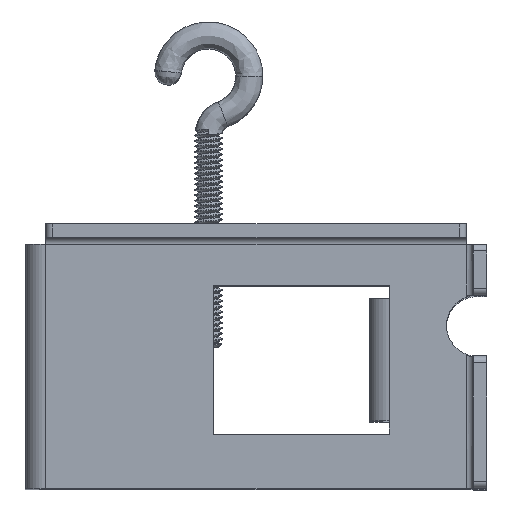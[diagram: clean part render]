
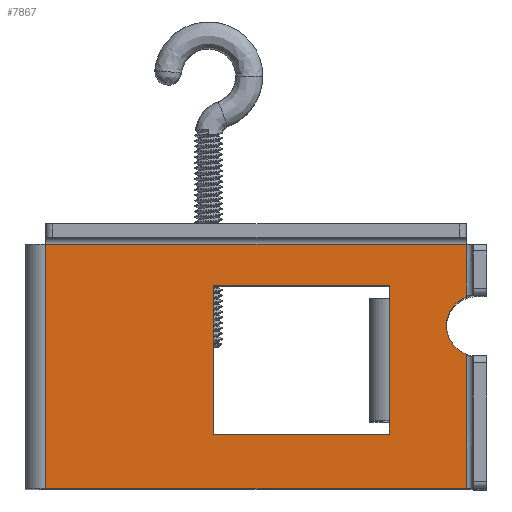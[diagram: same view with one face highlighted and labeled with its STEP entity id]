
A CAD part, top view. The second image highlights one B-rep face of the part: STEP entity #7867.
In plain terms, the highlighted face is planar.
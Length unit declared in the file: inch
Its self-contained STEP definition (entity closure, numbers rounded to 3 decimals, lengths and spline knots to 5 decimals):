
#2 = AXIS2_PLACEMENT_3D ( 'NONE', #12870, #12872, #12873 ) ;
#73 = CARTESIAN_POINT ( 'NONE',  ( 0., 7.3225, 0. ) ) ;
#75 = CARTESIAN_POINT ( 'NONE',  ( 3.1675, 7.3225, -0.625 ) ) ;
#90 = CARTESIAN_POINT ( 'NONE',  ( 3.875, 7.3225, 0. ) ) ;
#121 = CARTESIAN_POINT ( 'NONE',  ( 3.875, 7.3225, -1.23752 ) ) ;
#157 = VERTEX_POINT ( 'NONE', #749 ) ;
#174 = VERTEX_POINT ( 'NONE', #800 ) ;
#402 = VERTEX_POINT ( 'NONE', #593 ) ;
#418 = VERTEX_POINT ( 'NONE', #627 ) ;
#455 = VERTEX_POINT ( 'NONE', #646 ) ;
#462 = VERTEX_POINT ( 'NONE', #639 ) ;
#464 = VERTEX_POINT ( 'NONE', #676 ) ;
#466 = VERTEX_POINT ( 'NONE', #637 ) ;
#497 = VERTEX_POINT ( 'NONE', #75 ) ;
#565 = VERTEX_POINT ( 'NONE', #121 ) ;
#580 = VERTEX_POINT ( 'NONE', #73 ) ;
#581 = VERTEX_POINT ( 'NONE', #90 ) ;
#593 = CARTESIAN_POINT ( 'NONE',  ( 3.1675, 7.3225, -0.5 ) ) ;
#627 = CARTESIAN_POINT ( 'NONE',  ( 1.5425, 7.3225, -1.875 ) ) ;
#637 = CARTESIAN_POINT ( 'NONE',  ( 3.1675, 7.3225, -1.75 ) ) ;
#639 = CARTESIAN_POINT ( 'NONE',  ( 0., 7.3225, -2.25 ) ) ;
#646 = CARTESIAN_POINT ( 'NONE',  ( 1.5425, 7.3225, -0.5 ) ) ;
#676 = CARTESIAN_POINT ( 'NONE',  ( 3.875, 7.3225, -2.25 ) ) ;
#749 = CARTESIAN_POINT ( 'NONE',  ( 3.1675, 7.3225, -1.875 ) ) ;
#800 = CARTESIAN_POINT ( 'NONE',  ( 3.875, 7.3225, -1.76248 ) ) ;
#2882 = CARTESIAN_POINT ( 'NONE',  ( 0., 7.3225, -2.25 ) ) ;
#2883 = DIRECTION ( 'NONE',  ( 0., 0., -1. ) ) ;
#2978 = LINE ( 'NONE', #2882, #2979 ) ;
#2979 = VECTOR ( 'NONE', #2883, 39.37008 ) ;
#3059 = LINE ( 'NONE', #14425, #3060 ) ;
#3060 = VECTOR ( 'NONE', #14426, 39.37008 ) ;
#3061 = LINE ( 'NONE', #14427, #3062 ) ;
#3062 = VECTOR ( 'NONE', #14428, 39.37008 ) ;
#4921 = FACE_BOUND ( 'NONE', #5707, .T. ) ;
#4924 = FACE_OUTER_BOUND ( 'NONE', #5699, .T. ) ;
#5277 = AXIS2_PLACEMENT_3D ( 'NONE', #11776, #11778, #11779 ) ;
#5486 = ORIENTED_EDGE ( 'NONE', *, *, #9058, .T. ) ;
#5529 = ORIENTED_EDGE ( 'NONE', *, *, #7336, .T. ) ;
#5531 = ORIENTED_EDGE ( 'NONE', *, *, #7425, .T. ) ;
#5532 = ORIENTED_EDGE ( 'NONE', *, *, #7527, .T. ) ;
#5535 = ORIENTED_EDGE ( 'NONE', *, *, #7371, .T. ) ;
#5536 = ORIENTED_EDGE ( 'NONE', *, *, #8557, .T. ) ;
#5538 = ORIENTED_EDGE ( 'NONE', *, *, #9059, .T. ) ;
#5540 = ORIENTED_EDGE ( 'NONE', *, *, #9009, .F. ) ;
#5699 = EDGE_LOOP ( 'NONE', ( #5531, #5532, #5529, #5540, #5538, #5486 ) ) ;
#5707 = EDGE_LOOP ( 'NONE', ( #6431, #5535, #6418, #6417, #5536, #6427 ) ) ;
#5793 = CARTESIAN_POINT ( 'NONE',  ( 3.1675, 7.3225, 0. ) ) ;
#5794 = DIRECTION ( 'NONE',  ( 0., 0., 1. ) ) ;
#6246 = CARTESIAN_POINT ( 'NONE',  ( 3.875, 7.3225, 0. ) ) ;
#6247 = DIRECTION ( 'NONE',  ( 0., 0., -1. ) ) ;
#6417 = ORIENTED_EDGE ( 'NONE', *, *, #7345, .F. ) ;
#6418 = ORIENTED_EDGE ( 'NONE', *, *, #7434, .T. ) ;
#6427 = ORIENTED_EDGE ( 'NONE', *, *, #7379, .T. ) ;
#6431 = ORIENTED_EDGE ( 'NONE', *, *, #7414, .T. ) ;
#7336 = EDGE_CURVE ( 'NONE', #464, #462, #13476, .T. ) ;
#7345 = EDGE_CURVE ( 'NONE', #402, #497, #13487, .T. ) ;
#7371 = EDGE_CURVE ( 'NONE', #157, #466, #13500, .T. ) ;
#7379 = EDGE_CURVE ( 'NONE', #455, #418, #13515, .T. ) ;
#7414 = EDGE_CURVE ( 'NONE', #418, #157, #13566, .T. ) ;
#7425 = EDGE_CURVE ( 'NONE', #565, #174, #12924, .T. ) ;
#7434 = EDGE_CURVE ( 'NONE', #466, #497, #12927, .T. ) ;
#7527 = EDGE_CURVE ( 'NONE', #174, #464, #13021, .T. ) ;
#7867 = ADVANCED_FACE ( 'NONE', ( #4921, #4924 ), #11777, .F. ) ;
#7914 = CARTESIAN_POINT ( 'NONE',  ( 3.1675, 7.3225, -1.875 ) ) ;
#7918 = DIRECTION ( 'NONE',  ( 0., 0., -1. ) ) ;
#7960 = CARTESIAN_POINT ( 'NONE',  ( 3.1675, 7.3225, 0. ) ) ;
#7961 = DIRECTION ( 'NONE',  ( 0., 0., 1. ) ) ;
#7979 = CARTESIAN_POINT ( 'NONE',  ( 1.5425, 7.3225, 0. ) ) ;
#7980 = DIRECTION ( 'NONE',  ( 0., 0., -1. ) ) ;
#8143 = CARTESIAN_POINT ( 'NONE',  ( -0.0625, 7.3225, -2.25 ) ) ;
#8145 = DIRECTION ( 'NONE',  ( -1., 0., 0. ) ) ;
#8557 = EDGE_CURVE ( 'NONE', #402, #455, #12468, .T. ) ;
#9009 = EDGE_CURVE ( 'NONE', #580, #462, #2978, .T. ) ;
#9058 = EDGE_CURVE ( 'NONE', #581, #565, #3059, .T. ) ;
#9059 = EDGE_CURVE ( 'NONE', #580, #581, #3061, .T. ) ;
#9724 = CARTESIAN_POINT ( 'NONE',  ( -0.0625, 7.3225, -0.5 ) ) ;
#9730 = DIRECTION ( 'NONE',  ( -1., 0., 0. ) ) ;
#11776 = CARTESIAN_POINT ( 'NONE',  ( -0.0625, 7.3225, 0. ) ) ;
#11777 = PLANE ( 'NONE',  #5277 ) ;
#11778 = DIRECTION ( 'NONE',  ( 0., -1., 0. ) ) ;
#11779 = DIRECTION ( 'NONE',  ( 1., 0., 0. ) ) ;
#12465 = VECTOR ( 'NONE', #9730, 39.37008 ) ;
#12468 = LINE ( 'NONE', #9724, #12465 ) ;
#12820 = CARTESIAN_POINT ( 'NONE',  ( -0.0625, 7.3225, -1.875 ) ) ;
#12821 = DIRECTION ( 'NONE',  ( 1., 0., 0. ) ) ;
#12870 = CARTESIAN_POINT ( 'NONE',  ( 3.9725, 7.3225, -1.5 ) ) ;
#12872 = DIRECTION ( 'NONE',  ( 0., -1., 0. ) ) ;
#12873 = DIRECTION ( 'NONE',  ( 1., 0., 0. ) ) ;
#12924 = CIRCLE ( 'NONE', #2, 0.28 ) ;
#12927 = LINE ( 'NONE', #5793, #12931 ) ;
#12931 = VECTOR ( 'NONE', #5794, 39.37008 ) ;
#13021 = LINE ( 'NONE', #6246, #13022 ) ;
#13022 = VECTOR ( 'NONE', #6247, 39.37008 ) ;
#13476 = LINE ( 'NONE', #8143, #13485 ) ;
#13485 = VECTOR ( 'NONE', #8145, 39.37008 ) ;
#13487 = LINE ( 'NONE', #7914, #13492 ) ;
#13492 = VECTOR ( 'NONE', #7918, 39.37008 ) ;
#13500 = LINE ( 'NONE', #7960, #13501 ) ;
#13501 = VECTOR ( 'NONE', #7961, 39.37008 ) ;
#13515 = LINE ( 'NONE', #7979, #13516 ) ;
#13516 = VECTOR ( 'NONE', #7980, 39.37008 ) ;
#13558 = VECTOR ( 'NONE', #12821, 39.37008 ) ;
#13566 = LINE ( 'NONE', #12820, #13558 ) ;
#14425 = CARTESIAN_POINT ( 'NONE',  ( 3.875, 7.3225, 0. ) ) ;
#14426 = DIRECTION ( 'NONE',  ( 0., 0., -1. ) ) ;
#14427 = CARTESIAN_POINT ( 'NONE',  ( -0.0625, 7.3225, 0. ) ) ;
#14428 = DIRECTION ( 'NONE',  ( 1., 0., 0. ) ) ;
